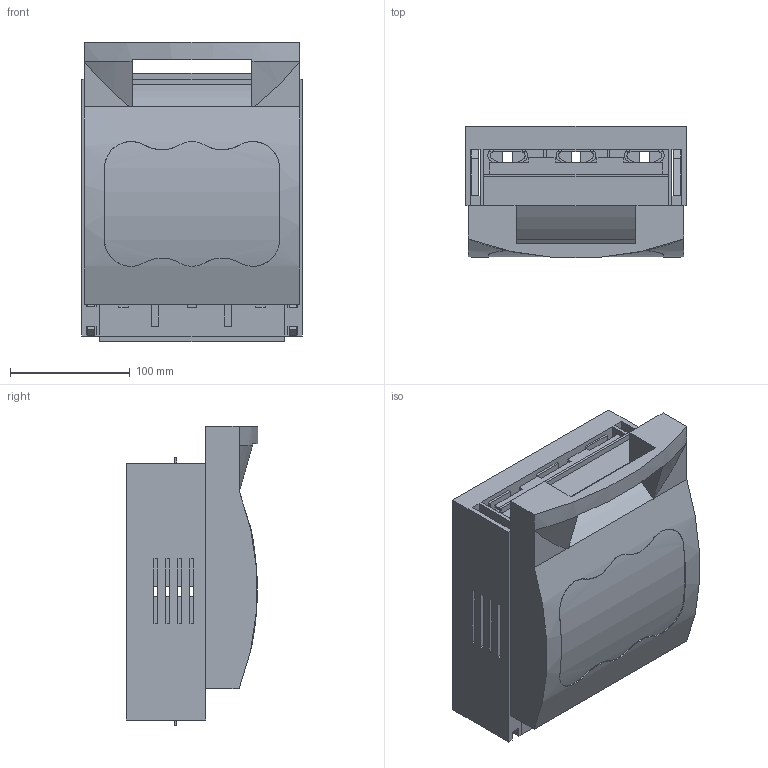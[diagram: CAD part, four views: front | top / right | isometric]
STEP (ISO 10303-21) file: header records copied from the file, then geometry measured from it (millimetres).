
FILE_DESCRIPTION(/* description */ ('STEP AP214'),/* implementation_level */ '2;1');
FILE_NAME(/* name */ '33201',/* time_stamp */ '2024-11-11T16:52:36+01:00',/* author */ ('License CC BY-ND 4.0'),/* organization */ ('CADENAS'),/* preprocessor_version */ 'ST-DEVELOPER v19.3',/* originating_system */ 'PARTsolutions',/* authorisation */ ' ');
FILE_SCHEMA (('AUTOMOTIVE_DESIGN {1 0 10303 214 3 1 1}'));
Length unit declared in the file: millimetre
Products named in the file (5): 33201; 77162000_0; 30679200; 77163000; 30895000
Assembly tree (10 placements, depth 2):
  33201
    77162000_0
    30679200  x6
    77163000  x2
    30895000
Bounding box: 184 x 109.48 x 250.11 mm (x, y, z)
Volume: 1393709.5 mm3; surface area: 547812.1 mm2
Topology: 10 solids, 10 shells, 639 faces, 1863 edges, 1236 vertices
Faces by surface type: plane 538, cylinder 99, cone 2
Full cylindrical faces by diameter (mm): 4 x6, 6 x12, 10.5 x12, 11 x2
Entity records: 12447 total; most frequent: CARTESIAN_POINT 2286, ORIENTED_EDGE 2014, DIRECTION 1823, EDGE_CURVE 1007, LINE 875, VECTOR 875, VERTEX_POINT 682, AXIS2_PLACEMENT_3D 474
